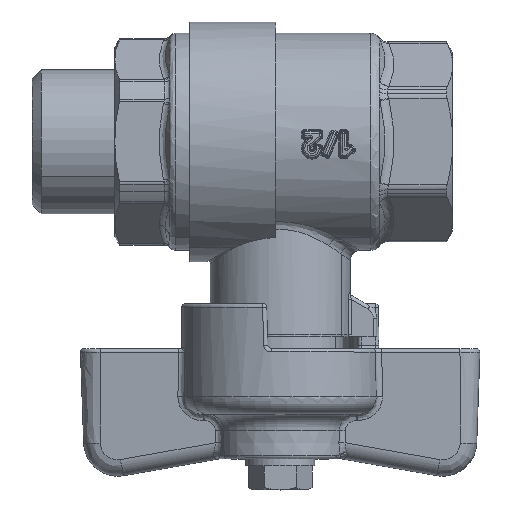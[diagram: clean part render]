
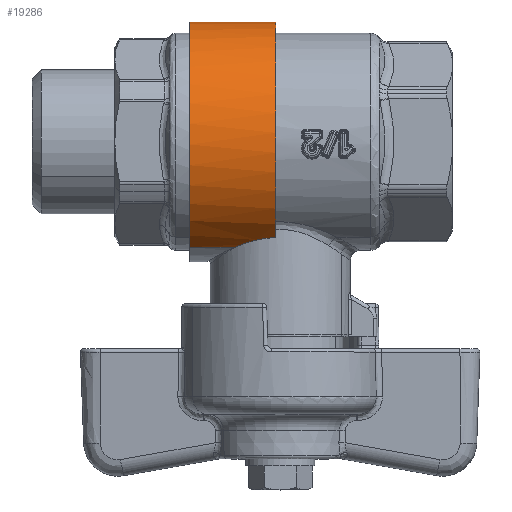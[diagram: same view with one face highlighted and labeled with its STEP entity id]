
A CAD part, top view. The second image highlights one B-rep face of the part: STEP entity #19286.
In plain terms, the highlighted cylindrical face has radius 17.4 mm (diameter 34.8 mm), a partial arc.
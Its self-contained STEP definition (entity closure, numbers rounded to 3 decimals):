
#15893=CARTESIAN_POINT('Axis2P3D Location',(-13.148,0.,0.)) ;
#15897=CARTESIAN_POINT('Vertex',(-13.148,-15.27,8.342)) ;
#15899=CARTESIAN_POINT('Vertex',(-13.148,15.27,-8.342)) ;
#19205=CARTESIAN_POINT('Axis2P3D Location',(-6.898,0.,0.)) ;
#19210=CARTESIAN_POINT('Line Origine',(-6.898,-15.27,8.342)) ;
#19214=CARTESIAN_POINT('Vertex',(-6.525,-15.27,8.342)) ;
#19217=CARTESIAN_POINT('Line Origine',(-6.898,15.27,-8.342)) ;
#19221=CARTESIAN_POINT('Vertex',(-0.648,15.27,-8.342)) ;
#19264=CARTESIAN_POINT('Axis2P3D Location',(-0.648,0.,0.)) ;
#19268=CARTESIAN_POINT('Vertex',(-0.648,-13.884,10.488)) ;
#19272=CARTESIAN_POINT('Control Point',(-0.648,-13.884,10.488)) ;
#19273=CARTESIAN_POINT('Control Point',(-1.951,-13.931,10.426)) ;
#19274=CARTESIAN_POINT('Control Point',(-3.24,-14.131,10.161)) ;
#19275=CARTESIAN_POINT('Control Point',(-4.441,-14.466,9.704)) ;
#19276=CARTESIAN_POINT('Control Point',(-5.541,-14.859,9.094)) ;
#19277=CARTESIAN_POINT('Control Point',(-6.525,-15.27,8.342)) ;
#15894=DIRECTION('Axis2P3D Direction',(-1.,0.,0.)) ;
#19206=DIRECTION('Axis2P3D Direction',(-1.,0.,0.)) ;
#19207=DIRECTION('Axis2P3D XDirection',(0.,0.878,-0.479)) ;
#19211=DIRECTION('Vector Direction',(-1.,0.,0.)) ;
#19218=DIRECTION('Vector Direction',(-1.,0.,0.)) ;
#19265=DIRECTION('Axis2P3D Direction',(-1.,0.,0.)) ;
#15895=AXIS2_PLACEMENT_3D('Circle Axis2P3D',#15893,#15894,$) ;
#19208=AXIS2_PLACEMENT_3D('Cylinder Axis2P3D',#19205,#19206,#19207) ;
#19266=AXIS2_PLACEMENT_3D('Circle Axis2P3D',#19264,#19265,$) ;
#19280=ORIENTED_EDGE('',*,*,#19270,.T.) ;
#19281=ORIENTED_EDGE('',*,*,#19223,.T.) ;
#19282=ORIENTED_EDGE('',*,*,#15901,.F.) ;
#19283=ORIENTED_EDGE('',*,*,#19216,.F.) ;
#19284=ORIENTED_EDGE('',*,*,#19278,.F.) ;
#19212=VECTOR('Line Direction',#19211,1.) ;
#19219=VECTOR('Line Direction',#19218,1.) ;
#19286=ADVANCED_FACE('PartBody',(#19285),#19209,.T.) ;
#19271=B_SPLINE_CURVE_WITH_KNOTS('',5,(#19272,#19273,#19274,#19275,#19276,#19277),.UNSPECIFIED.,.F.,.U.,(6,6),(0.,9.228),.UNSPECIFIED.) ;
#15896=CIRCLE('generated circle',#15895,17.4) ;
#19267=CIRCLE('generated circle',#19266,17.4) ;
#19209=CYLINDRICAL_SURFACE('generated cylinder',#19208,17.4) ;
#15901=EDGE_CURVE('',#15898,#15900,#15896,.T.) ;
#19216=EDGE_CURVE('',#19215,#15898,#19213,.T.) ;
#19223=EDGE_CURVE('',#19222,#15900,#19220,.T.) ;
#19270=EDGE_CURVE('',#19269,#19222,#19267,.T.) ;
#19278=EDGE_CURVE('',#19269,#19215,#19271,.T.) ;
#19279=EDGE_LOOP('',(#19280,#19281,#19282,#19283,#19284)) ;
#19285=FACE_OUTER_BOUND('',#19279,.T.) ;
#19213=LINE('Line',#19210,#19212) ;
#19220=LINE('Line',#19217,#19219) ;
#15898=VERTEX_POINT('',#15897) ;
#15900=VERTEX_POINT('',#15899) ;
#19215=VERTEX_POINT('',#19214) ;
#19222=VERTEX_POINT('',#19221) ;
#19269=VERTEX_POINT('',#19268) ;
